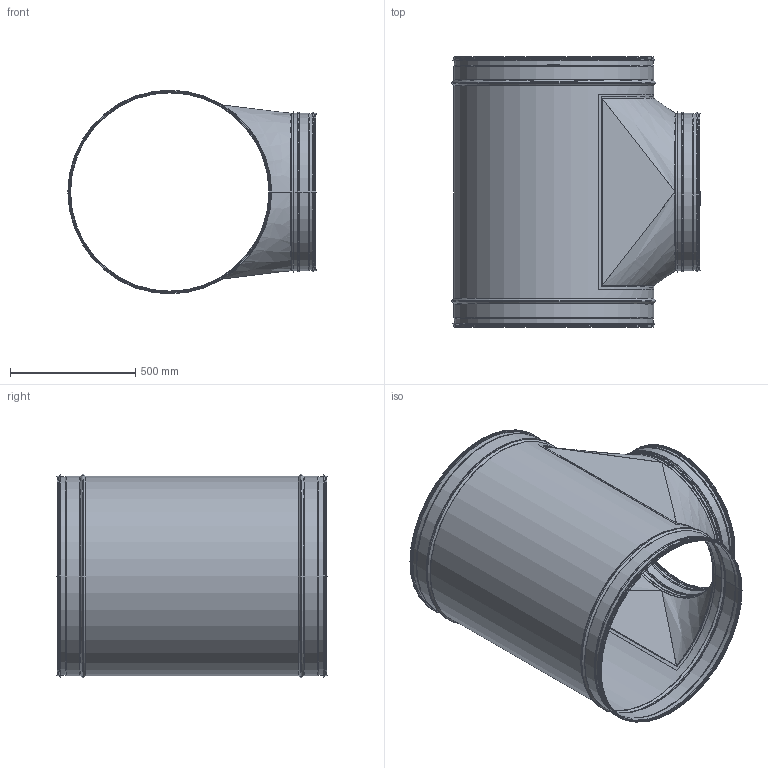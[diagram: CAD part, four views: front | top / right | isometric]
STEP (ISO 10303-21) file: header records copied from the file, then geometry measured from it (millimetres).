
FILE_DESCRIPTION((''),'2;1');
FILE_NAME('HTK_800-630.stp','2014-02-21T07:16:55',(''),(''),'Autodesk Inventor 2013','Autodesk Inventor 2013','');
FILE_SCHEMA(('AUTOMOTIVE_DESIGN { 1 2 10303 214 0 1 1 1 }'));
Length unit declared in the file: millimetre
Products named in the file (7): HTK_800-630; HTKRörämne_800-630; HPSRRörämne_800-630; 999012; HSGMedFals-630; HSGMedFalsRörämne-630; 999011
Assembly tree (7 placements, depth 3):
  HTK_800-630
    HTKRörämne_800-630
    HPSRRörämne_800-630
    999012  x2
    HSGMedFals-630
      HSGMedFalsRörämne-630
      999011
Bounding box: 992.29 x 1079.93 x 814.65 mm (x, y, z)
Volume: 1746118 mm3; surface area: 6395916.1 mm2
Topology: 6 solids, 6 shells, 293 faces, 594 edges, 323 vertices
Faces by surface type: plane 141, torus 64, cylinder 46, cone 30, bspline 12
Full cylindrical faces by diameter (mm): 622.9 x1, 623.9 x1, 625.1 x1, 626.75 x1, 627.7 x6, 627.75 x1, 628.7 x3, 631.7 x1, 634.1 x1, 639.1 x1, 639.7 x1, 792.85 x2, 793.85 x2, 795.05 x2, 797.65 x11, 798.65 x5, 804.05 x2, 809.05 x2
Entity records: 7951 total; most frequent: CARTESIAN_POINT 1758, DIRECTION 1320, ORIENTED_EDGE 1060, AXIS2_PLACEMENT_3D 536, EDGE_CURVE 530, EDGE_LOOP 322, VERTEX_POINT 304, STYLED_ITEM 279
